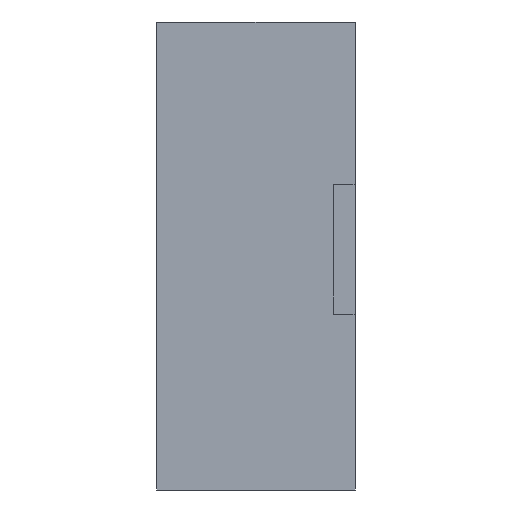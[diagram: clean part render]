
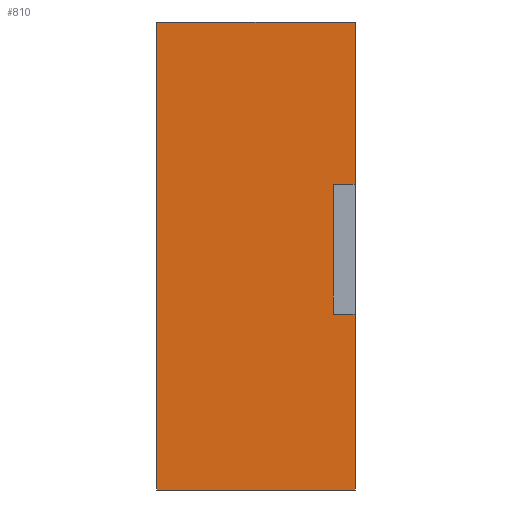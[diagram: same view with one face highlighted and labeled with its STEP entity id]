
A CAD part, left-side view. The second image highlights one B-rep face of the part: STEP entity #810.
In plain terms, the highlighted planar face has unit normal (-1, 0, 0).
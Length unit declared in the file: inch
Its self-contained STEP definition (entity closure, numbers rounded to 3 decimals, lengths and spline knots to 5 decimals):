
#3 = CARTESIAN_POINT ( 'NONE',  ( -0.43023, -0.44656, 0.15221 ) ) ;
#46 = LINE ( 'NONE', #343, #1123 ) ;
#57 = ORIENTED_EDGE ( 'NONE', *, *, #527, .T. ) ;
#71 = LINE ( 'NONE', #1764, #493 ) ;
#73 = DIRECTION ( 'NONE',  ( 0., 0., 1. ) ) ;
#87 = VECTOR ( 'NONE', #299, 39.37008 ) ;
#139 = DIRECTION ( 'NONE',  ( 0., 0., 1. ) ) ;
#160 = EDGE_CURVE ( 'NONE', #724, #730, #71, .T. ) ;
#173 = VECTOR ( 'NONE', #73, 39.37008 ) ;
#181 = DIRECTION ( 'NONE',  ( 0., 0., 1. ) ) ;
#187 = EDGE_LOOP ( 'NONE', ( #1573, #1537, #1412, #848, #602, #668, #57, #1299 ) ) ;
#190 = EDGE_CURVE ( 'NONE', #1519, #847, #388, .T. ) ;
#299 = DIRECTION ( 'NONE',  ( 0., -1., 0. ) ) ;
#337 = LINE ( 'NONE', #957, #1730 ) ;
#340 = EDGE_CURVE ( 'NONE', #730, #1096, #1506, .T. ) ;
#343 = CARTESIAN_POINT ( 'NONE',  ( -0.43023, -0.50906, -0.35566 ) ) ;
#388 = LINE ( 'NONE', #3, #1420 ) ;
#421 = CARTESIAN_POINT ( 'NONE',  ( -0.43023, -0.44656, 0.52721 ) ) ;
#451 = CARTESIAN_POINT ( 'NONE',  ( -0.43023, -0.50906, 0.15221 ) ) ;
#493 = VECTOR ( 'NONE', #1620, 39.37008 ) ;
#498 = VERTEX_POINT ( 'NONE', #841 ) ;
#527 = EDGE_CURVE ( 'NONE', #1708, #498, #813, .T. ) ;
#543 = VECTOR ( 'NONE', #181, 39.37008 ) ;
#550 = CARTESIAN_POINT ( 'NONE',  ( -0.43023, -0.44656, 0.52721 ) ) ;
#556 = EDGE_CURVE ( 'NONE', #498, #1096, #46, .T. ) ;
#574 = DIRECTION ( 'NONE',  ( 0., -1., 0. ) ) ;
#602 = ORIENTED_EDGE ( 'NONE', *, *, #190, .F. ) ;
#603 = CARTESIAN_POINT ( 'NONE',  ( -0.43023, -0.50906, -0.35566 ) ) ;
#668 = ORIENTED_EDGE ( 'NONE', *, *, #910, .T. ) ;
#675 = VERTEX_POINT ( 'NONE', #988 ) ;
#702 = DIRECTION ( 'NONE',  ( -1., 0., 0. ) ) ;
#724 = VERTEX_POINT ( 'NONE', #1189 ) ;
#730 = VERTEX_POINT ( 'NONE', #1112 ) ;
#737 = PLANE ( 'NONE',  #754 ) ;
#753 = VECTOR ( 'NONE', #827, 39.37008 ) ;
#754 = AXIS2_PLACEMENT_3D ( 'NONE', #1495, #702, #1374 ) ;
#810 = ADVANCED_FACE ( 'NONE', ( #1502 ), #737, .T. ) ;
#813 = LINE ( 'NONE', #421, #87 ) ;
#827 = DIRECTION ( 'NONE',  ( 0., -1., 0. ) ) ;
#841 = CARTESIAN_POINT ( 'NONE',  ( -0.43023, -0.50906, 0.52721 ) ) ;
#847 = VERTEX_POINT ( 'NONE', #451 ) ;
#848 = ORIENTED_EDGE ( 'NONE', *, *, #1222, .T. ) ;
#910 = EDGE_CURVE ( 'NONE', #1519, #1708, #1014, .T. ) ;
#957 = CARTESIAN_POINT ( 'NONE',  ( -0.43023, -0.50906, -0.35566 ) ) ;
#988 = CARTESIAN_POINT ( 'NONE',  ( -0.43023, -0.50906, -0.35566 ) ) ;
#1014 = LINE ( 'NONE', #550, #543 ) ;
#1096 = VERTEX_POINT ( 'NONE', #1192 ) ;
#1112 = CARTESIAN_POINT ( 'NONE',  ( -0.43023, 0.063, 0.99571 ) ) ;
#1123 = VECTOR ( 'NONE', #139, 39.37008 ) ;
#1174 = DIRECTION ( 'NONE',  ( 0., 1., 0. ) ) ;
#1186 = LINE ( 'NONE', #603, #173 ) ;
#1189 = CARTESIAN_POINT ( 'NONE',  ( -0.43023, 0.063, -0.35566 ) ) ;
#1192 = CARTESIAN_POINT ( 'NONE',  ( -0.43023, -0.50906, 0.99571 ) ) ;
#1222 = EDGE_CURVE ( 'NONE', #675, #847, #1186, .T. ) ;
#1299 = ORIENTED_EDGE ( 'NONE', *, *, #556, .T. ) ;
#1343 = CARTESIAN_POINT ( 'NONE',  ( -0.43023, -0.44656, 0.52721 ) ) ;
#1345 = CARTESIAN_POINT ( 'NONE',  ( -0.43023, 0.063, 0.99571 ) ) ;
#1374 = DIRECTION ( 'NONE',  ( 0., 0., 1. ) ) ;
#1412 = ORIENTED_EDGE ( 'NONE', *, *, #1442, .F. ) ;
#1420 = VECTOR ( 'NONE', #574, 39.37008 ) ;
#1442 = EDGE_CURVE ( 'NONE', #675, #724, #337, .T. ) ;
#1446 = CARTESIAN_POINT ( 'NONE',  ( -0.43023, -0.44656, 0.15221 ) ) ;
#1495 = CARTESIAN_POINT ( 'NONE',  ( -0.43023, -0.50906, -0.35566 ) ) ;
#1502 = FACE_OUTER_BOUND ( 'NONE', #187, .T. ) ;
#1506 = LINE ( 'NONE', #1345, #753 ) ;
#1519 = VERTEX_POINT ( 'NONE', #1446 ) ;
#1537 = ORIENTED_EDGE ( 'NONE', *, *, #160, .F. ) ;
#1573 = ORIENTED_EDGE ( 'NONE', *, *, #340, .F. ) ;
#1620 = DIRECTION ( 'NONE',  ( 0., 0., 1. ) ) ;
#1708 = VERTEX_POINT ( 'NONE', #1343 ) ;
#1730 = VECTOR ( 'NONE', #1174, 39.37008 ) ;
#1764 = CARTESIAN_POINT ( 'NONE',  ( -0.43023, 0.063, 1.03508 ) ) ;
